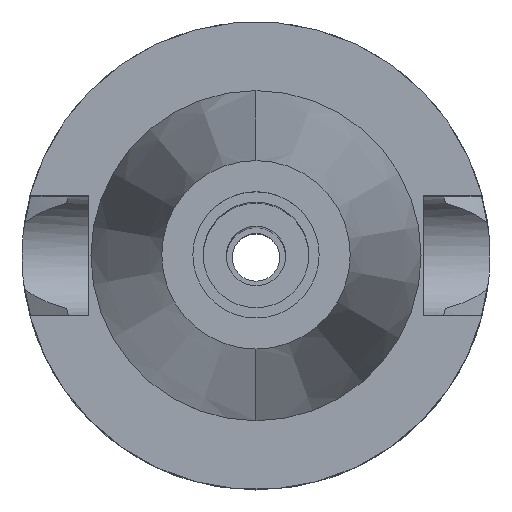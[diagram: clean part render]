
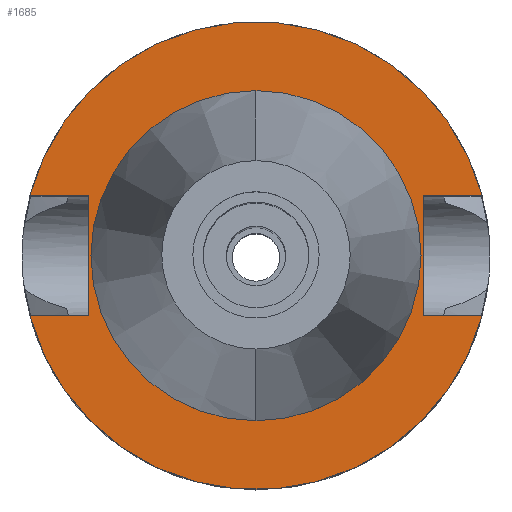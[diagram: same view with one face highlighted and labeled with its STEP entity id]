
A CAD part, top view. The second image highlights one B-rep face of the part: STEP entity #1685.
In plain terms, the highlighted planar face has unit normal (0, 0, 1).
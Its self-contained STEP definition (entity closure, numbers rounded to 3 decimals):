
#62 = ORIENTED_EDGE ( 'NONE', *, *, #661, .F. ) ;
#80 = EDGE_CURVE ( 'NONE', #2595, #2843, #1670, .T. ) ;
#98 = CARTESIAN_POINT ( 'NONE',  ( -30.454, -8.05, -1. ) ) ;
#148 = EDGE_CURVE ( 'NONE', #2480, #1591, #457, .T. ) ;
#220 = VERTEX_POINT ( 'NONE', #2945 ) ;
#278 = CARTESIAN_POINT ( 'NONE',  ( 0., 0., -1. ) ) ;
#397 = CARTESIAN_POINT ( 'NONE',  ( 0., 0., -1. ) ) ;
#405 = CARTESIAN_POINT ( 'NONE',  ( -22.5, -8.05, -1. ) ) ;
#411 = CARTESIAN_POINT ( 'NONE',  ( -30.454, 8.05, -1. ) ) ;
#418 = EDGE_CURVE ( 'NONE', #1767, #1894, #754, .T. ) ;
#457 = LINE ( 'NONE', #2161, #803 ) ;
#576 = DIRECTION ( 'NONE',  ( 0., 0., 1. ) ) ;
#586 = VECTOR ( 'NONE', #2128, 1000. ) ;
#610 = CARTESIAN_POINT ( 'NONE',  ( 22.5, -8.05, -1. ) ) ;
#653 = DIRECTION ( 'NONE',  ( 1., 0., 0. ) ) ;
#657 = LINE ( 'NONE', #405, #586 ) ;
#661 = EDGE_CURVE ( 'NONE', #1591, #2843, #779, .T. ) ;
#693 = DIRECTION ( 'NONE',  ( 0., -1., 0. ) ) ;
#754 = CIRCLE ( 'NONE', #1470, 31.5 ) ;
#779 = CIRCLE ( 'NONE', #936, 31.5 ) ;
#800 = VECTOR ( 'NONE', #1811, 1000. ) ;
#803 = VECTOR ( 'NONE', #1865, 1000. ) ;
#824 = DIRECTION ( 'NONE',  ( 0., 0., 1. ) ) ;
#927 = EDGE_LOOP ( 'NONE', ( #1947, #2264, #2160, #1159, #2461, #62, #1275, #1860 ) ) ;
#936 = AXIS2_PLACEMENT_3D ( 'NONE', #278, #1327, #1595 ) ;
#949 = DIRECTION ( 'NONE',  ( 1., 0., 0. ) ) ;
#956 = CARTESIAN_POINT ( 'NONE',  ( 22.5, 8.05, -1. ) ) ;
#1028 = EDGE_LOOP ( 'NONE', ( #1717, #1067 ) ) ;
#1067 = ORIENTED_EDGE ( 'NONE', *, *, #2837, .F. ) ;
#1150 = AXIS2_PLACEMENT_3D ( 'NONE', #397, #824, #1382 ) ;
#1154 = AXIS2_PLACEMENT_3D ( 'NONE', #1456, #576, #2030 ) ;
#1155 = AXIS2_PLACEMENT_3D ( 'NONE', #2863, #2373, #1180 ) ;
#1159 = ORIENTED_EDGE ( 'NONE', *, *, #1614, .F. ) ;
#1180 = DIRECTION ( 'NONE',  ( 0., -1., 0. ) ) ;
#1193 = CARTESIAN_POINT ( 'NONE',  ( 0., 22.225, -1. ) ) ;
#1268 = CARTESIAN_POINT ( 'NONE',  ( 30.454, -8.05, -1. ) ) ;
#1275 = ORIENTED_EDGE ( 'NONE', *, *, #148, .F. ) ;
#1294 = CIRCLE ( 'NONE', #1150, 22.225 ) ;
#1327 = DIRECTION ( 'NONE',  ( 0., 0., -1. ) ) ;
#1339 = CARTESIAN_POINT ( 'NONE',  ( -22.5, 8.05, -1. ) ) ;
#1382 = DIRECTION ( 'NONE',  ( 0., 1., 0. ) ) ;
#1419 = PLANE ( 'NONE',  #1155 ) ;
#1456 = CARTESIAN_POINT ( 'NONE',  ( 0., 0., -1. ) ) ;
#1470 = AXIS2_PLACEMENT_3D ( 'NONE', #2408, #2873, #2936 ) ;
#1539 = VERTEX_POINT ( 'NONE', #610 ) ;
#1568 = LINE ( 'NONE', #1791, #800 ) ;
#1579 = EDGE_CURVE ( 'NONE', #1596, #2139, #1294, .T. ) ;
#1591 = VERTEX_POINT ( 'NONE', #411 ) ;
#1595 = DIRECTION ( 'NONE',  ( 0., 1., 0. ) ) ;
#1596 = VERTEX_POINT ( 'NONE', #1193 ) ;
#1614 = EDGE_CURVE ( 'NONE', #2595, #1539, #1935, .T. ) ;
#1670 = LINE ( 'NONE', #3140, #2255 ) ;
#1685 = ADVANCED_FACE ( 'NONE', ( #2165, #2598 ), #1419, .F. ) ;
#1717 = ORIENTED_EDGE ( 'NONE', *, *, #1579, .F. ) ;
#1767 = VERTEX_POINT ( 'NONE', #1268 ) ;
#1791 = CARTESIAN_POINT ( 'NONE',  ( -22.5, -8.05, -1. ) ) ;
#1811 = DIRECTION ( 'NONE',  ( -1., 0., 0. ) ) ;
#1850 = LINE ( 'NONE', #2824, #2963 ) ;
#1860 = ORIENTED_EDGE ( 'NONE', *, *, #2661, .F. ) ;
#1865 = DIRECTION ( 'NONE',  ( -1., 0., 0. ) ) ;
#1894 = VERTEX_POINT ( 'NONE', #98 ) ;
#1935 = LINE ( 'NONE', #956, #2102 ) ;
#1947 = ORIENTED_EDGE ( 'NONE', *, *, #2366, .T. ) ;
#2030 = DIRECTION ( 'NONE',  ( 0., -1., 0. ) ) ;
#2102 = VECTOR ( 'NONE', #693, 1000. ) ;
#2128 = DIRECTION ( 'NONE',  ( 0., 1., 0. ) ) ;
#2139 = VERTEX_POINT ( 'NONE', #2333 ) ;
#2160 = ORIENTED_EDGE ( 'NONE', *, *, #3066, .F. ) ;
#2161 = CARTESIAN_POINT ( 'NONE',  ( -22.5, 8.05, -1. ) ) ;
#2165 = FACE_OUTER_BOUND ( 'NONE', #927, .T. ) ;
#2255 = VECTOR ( 'NONE', #949, 1000. ) ;
#2264 = ORIENTED_EDGE ( 'NONE', *, *, #418, .F. ) ;
#2333 = CARTESIAN_POINT ( 'NONE',  ( 0., -22.225, -1. ) ) ;
#2366 = EDGE_CURVE ( 'NONE', #220, #1894, #1568, .T. ) ;
#2373 = DIRECTION ( 'NONE',  ( 0., 0., -1. ) ) ;
#2379 = CARTESIAN_POINT ( 'NONE',  ( 22.5, 8.05, -1. ) ) ;
#2408 = CARTESIAN_POINT ( 'NONE',  ( 0., 0., -1. ) ) ;
#2461 = ORIENTED_EDGE ( 'NONE', *, *, #80, .T. ) ;
#2480 = VERTEX_POINT ( 'NONE', #1339 ) ;
#2595 = VERTEX_POINT ( 'NONE', #2379 ) ;
#2598 = FACE_BOUND ( 'NONE', #1028, .T. ) ;
#2661 = EDGE_CURVE ( 'NONE', #220, #2480, #657, .T. ) ;
#2711 = CARTESIAN_POINT ( 'NONE',  ( 30.454, 8.05, -1. ) ) ;
#2824 = CARTESIAN_POINT ( 'NONE',  ( 22.5, -8.05, -1. ) ) ;
#2837 = EDGE_CURVE ( 'NONE', #2139, #1596, #3070, .T. ) ;
#2843 = VERTEX_POINT ( 'NONE', #2711 ) ;
#2863 = CARTESIAN_POINT ( 'NONE',  ( 0., 0., -1. ) ) ;
#2873 = DIRECTION ( 'NONE',  ( 0., 0., -1. ) ) ;
#2936 = DIRECTION ( 'NONE',  ( 0., -1., 0. ) ) ;
#2945 = CARTESIAN_POINT ( 'NONE',  ( -22.5, -8.05, -1. ) ) ;
#2963 = VECTOR ( 'NONE', #653, 1000. ) ;
#3066 = EDGE_CURVE ( 'NONE', #1539, #1767, #1850, .T. ) ;
#3070 = CIRCLE ( 'NONE', #1154, 22.225 ) ;
#3140 = CARTESIAN_POINT ( 'NONE',  ( 22.5, 8.05, -1. ) ) ;
